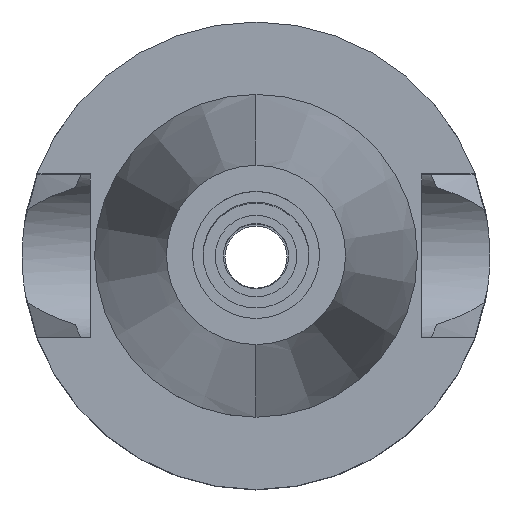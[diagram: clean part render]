
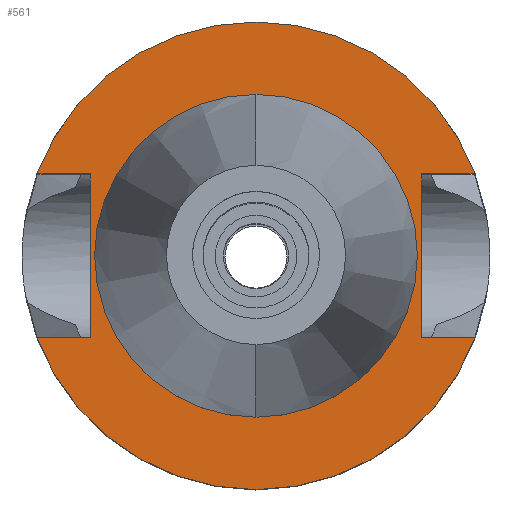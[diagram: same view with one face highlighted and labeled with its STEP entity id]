
A CAD part, top view. The second image highlights one B-rep face of the part: STEP entity #561.
In plain terms, the highlighted planar face has unit normal (0, 0, 1).
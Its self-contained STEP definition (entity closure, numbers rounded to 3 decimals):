
#107 = CARTESIAN_POINT ( 'NONE',  ( -16.3, 8.05, -1. ) ) ;
#170 = DIRECTION ( 'NONE',  ( -1., 0., 0. ) ) ;
#179 = EDGE_CURVE ( 'NONE', #2179, #2199, #2341, .T. ) ;
#197 = CIRCLE ( 'NONE', #2586, 23. ) ;
#281 = CIRCLE ( 'NONE', #1179, 15.875 ) ;
#290 = EDGE_CURVE ( 'NONE', #876, #2413, #2379, .T. ) ;
#349 = DIRECTION ( 'NONE',  ( 0., 1., 0. ) ) ;
#365 = EDGE_CURVE ( 'NONE', #2591, #1863, #2030, .T. ) ;
#401 = EDGE_CURVE ( 'NONE', #876, #1154, #2694, .T. ) ;
#414 = EDGE_CURVE ( 'NONE', #1256, #2169, #461, .T. ) ;
#426 = DIRECTION ( 'NONE',  ( 1., 0., 0. ) ) ;
#461 = CIRCLE ( 'NONE', #745, 15.875 ) ;
#507 = DIRECTION ( 'NONE',  ( 0., -1., 0. ) ) ;
#515 = DIRECTION ( 'NONE',  ( -1., 0., 0. ) ) ;
#537 = FACE_BOUND ( 'NONE', #2938, .T. ) ;
#561 = ADVANCED_FACE ( 'NONE', ( #1878, #537 ), #2755, .F. ) ;
#601 = VECTOR ( 'NONE', #349, 1000. ) ;
#667 = CARTESIAN_POINT ( 'NONE',  ( 16.3, 8.05, -1. ) ) ;
#673 = ORIENTED_EDGE ( 'NONE', *, *, #1011, .F. ) ;
#693 = ORIENTED_EDGE ( 'NONE', *, *, #290, .F. ) ;
#694 = VECTOR ( 'NONE', #1482, 1000. ) ;
#705 = ORIENTED_EDGE ( 'NONE', *, *, #365, .F. ) ;
#745 = AXIS2_PLACEMENT_3D ( 'NONE', #2680, #2948, #1585 ) ;
#798 = DIRECTION ( 'NONE',  ( 0., -1., 0. ) ) ;
#876 = VERTEX_POINT ( 'NONE', #1520 ) ;
#880 = LINE ( 'NONE', #1099, #2166 ) ;
#987 = CARTESIAN_POINT ( 'NONE',  ( 0., 0., -1. ) ) ;
#1011 = EDGE_CURVE ( 'NONE', #1127, #1154, #197, .T. ) ;
#1055 = CARTESIAN_POINT ( 'NONE',  ( -21.545, -8.05, -1. ) ) ;
#1099 = CARTESIAN_POINT ( 'NONE',  ( 16.3, -8.05, -1. ) ) ;
#1105 = VECTOR ( 'NONE', #515, 1000. ) ;
#1126 = CARTESIAN_POINT ( 'NONE',  ( 0., -15.875, -1. ) ) ;
#1127 = VERTEX_POINT ( 'NONE', #1327 ) ;
#1154 = VERTEX_POINT ( 'NONE', #1055 ) ;
#1179 = AXIS2_PLACEMENT_3D ( 'NONE', #2805, #2355, #798 ) ;
#1201 = ORIENTED_EDGE ( 'NONE', *, *, #1665, .F. ) ;
#1256 = VERTEX_POINT ( 'NONE', #1908 ) ;
#1293 = CARTESIAN_POINT ( 'NONE',  ( 0., 0., -1. ) ) ;
#1327 = CARTESIAN_POINT ( 'NONE',  ( 21.545, -8.05, -1. ) ) ;
#1342 = EDGE_CURVE ( 'NONE', #2413, #2179, #1572, .T. ) ;
#1420 = DIRECTION ( 'NONE',  ( 0., 0., -1. ) ) ;
#1450 = EDGE_LOOP ( 'NONE', ( #2260, #673, #1201, #705, #2062, #2124, #2741, #693 ) ) ;
#1482 = DIRECTION ( 'NONE',  ( 1., 0., 0. ) ) ;
#1507 = CARTESIAN_POINT ( 'NONE',  ( 16.3, 8.05, -1. ) ) ;
#1520 = CARTESIAN_POINT ( 'NONE',  ( -16.3, -8.05, -1. ) ) ;
#1525 = CARTESIAN_POINT ( 'NONE',  ( -16.3, -8.05, -1. ) ) ;
#1572 = LINE ( 'NONE', #2275, #1105 ) ;
#1585 = DIRECTION ( 'NONE',  ( 0., 1., 0. ) ) ;
#1595 = EDGE_CURVE ( 'NONE', #2591, #2199, #2424, .T. ) ;
#1596 = CARTESIAN_POINT ( 'NONE',  ( 0., 0., -1. ) ) ;
#1622 = CARTESIAN_POINT ( 'NONE',  ( 21.545, 8.05, -1. ) ) ;
#1625 = AXIS2_PLACEMENT_3D ( 'NONE', #987, #1420, #2552 ) ;
#1649 = CARTESIAN_POINT ( 'NONE',  ( 16.3, -8.05, -1. ) ) ;
#1665 = EDGE_CURVE ( 'NONE', #1863, #1127, #880, .T. ) ;
#1692 = DIRECTION ( 'NONE',  ( 0., 0., -1. ) ) ;
#1709 = ORIENTED_EDGE ( 'NONE', *, *, #414, .F. ) ;
#1755 = VECTOR ( 'NONE', #170, 1000. ) ;
#1760 = EDGE_CURVE ( 'NONE', #2169, #1256, #281, .T. ) ;
#1766 = DIRECTION ( 'NONE',  ( 0., -1., 0. ) ) ;
#1806 = VECTOR ( 'NONE', #1766, 1000. ) ;
#1810 = DIRECTION ( 'NONE',  ( 0., 0., -1. ) ) ;
#1863 = VERTEX_POINT ( 'NONE', #1649 ) ;
#1878 = FACE_OUTER_BOUND ( 'NONE', #1450, .T. ) ;
#1908 = CARTESIAN_POINT ( 'NONE',  ( 0., 15.875, -1. ) ) ;
#2030 = LINE ( 'NONE', #667, #1806 ) ;
#2062 = ORIENTED_EDGE ( 'NONE', *, *, #1595, .T. ) ;
#2124 = ORIENTED_EDGE ( 'NONE', *, *, #179, .F. ) ;
#2166 = VECTOR ( 'NONE', #426, 1000. ) ;
#2169 = VERTEX_POINT ( 'NONE', #1126 ) ;
#2179 = VERTEX_POINT ( 'NONE', #2512 ) ;
#2199 = VERTEX_POINT ( 'NONE', #1622 ) ;
#2211 = CARTESIAN_POINT ( 'NONE',  ( -16.3, -8.05, -1. ) ) ;
#2246 = CARTESIAN_POINT ( 'NONE',  ( 16.3, 8.05, -1. ) ) ;
#2260 = ORIENTED_EDGE ( 'NONE', *, *, #401, .T. ) ;
#2275 = CARTESIAN_POINT ( 'NONE',  ( -16.3, 8.05, -1. ) ) ;
#2341 = CIRCLE ( 'NONE', #2724, 23. ) ;
#2355 = DIRECTION ( 'NONE',  ( 0., 0., 1. ) ) ;
#2379 = LINE ( 'NONE', #1525, #601 ) ;
#2413 = VERTEX_POINT ( 'NONE', #107 ) ;
#2424 = LINE ( 'NONE', #1507, #694 ) ;
#2512 = CARTESIAN_POINT ( 'NONE',  ( -21.545, 8.05, -1. ) ) ;
#2552 = DIRECTION ( 'NONE',  ( 0., -1., 0. ) ) ;
#2586 = AXIS2_PLACEMENT_3D ( 'NONE', #1596, #1810, #507 ) ;
#2591 = VERTEX_POINT ( 'NONE', #2246 ) ;
#2680 = CARTESIAN_POINT ( 'NONE',  ( 0., 0., -1. ) ) ;
#2694 = LINE ( 'NONE', #2211, #1755 ) ;
#2724 = AXIS2_PLACEMENT_3D ( 'NONE', #1293, #1692, #2884 ) ;
#2731 = ORIENTED_EDGE ( 'NONE', *, *, #1760, .F. ) ;
#2741 = ORIENTED_EDGE ( 'NONE', *, *, #1342, .F. ) ;
#2755 = PLANE ( 'NONE',  #1625 ) ;
#2805 = CARTESIAN_POINT ( 'NONE',  ( 0., 0., -1. ) ) ;
#2884 = DIRECTION ( 'NONE',  ( 0., 1., 0. ) ) ;
#2938 = EDGE_LOOP ( 'NONE', ( #1709, #2731 ) ) ;
#2948 = DIRECTION ( 'NONE',  ( 0., 0., 1. ) ) ;
